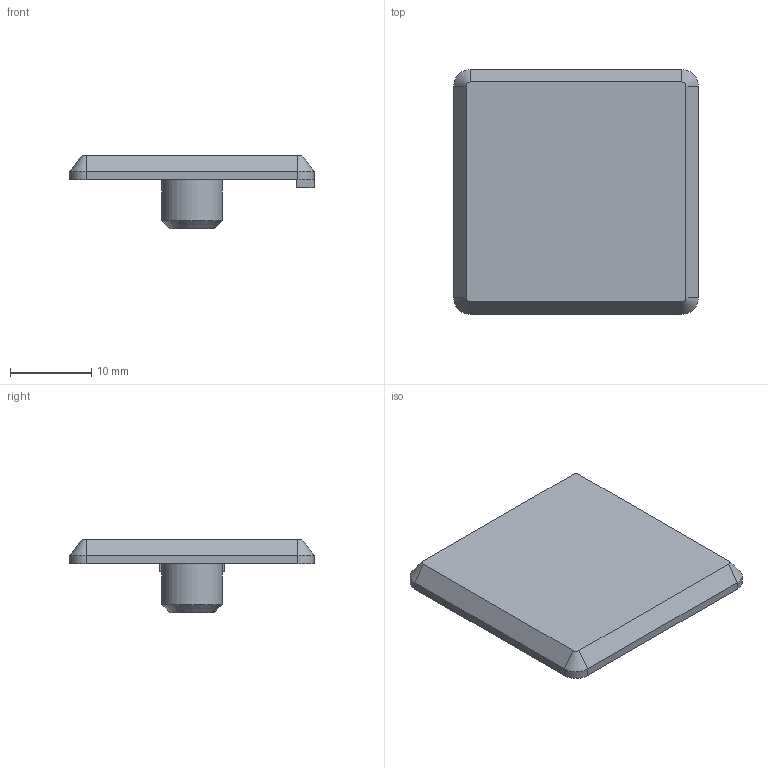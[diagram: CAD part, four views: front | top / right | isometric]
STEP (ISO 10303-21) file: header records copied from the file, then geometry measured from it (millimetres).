
FILE_DESCRIPTION(/* description */ (''),/* implementation_level */ '2;1');
FILE_NAME(/* name */ 'Abdeckkappe_20x20 v4.step',/* time_stamp */ '2025-12-17T20:58:46+01:00',/* author */ (''),/* organization */ (''),/* preprocessor_version */ 'ST-DEVELOPER v20.1',/* originating_system */ 'Autodesk Translation Framework v14.21.0.0',/* authorisation */ '');
FILE_SCHEMA (('AUTOMOTIVE_DESIGN { 1 0 10303 214 3 1 1 }'));
Length unit declared in the file: millimetre
Products named in the file (1): Abdeckkappe_20x20
Bounding box: 30 x 30 x 9 mm (x, y, z)
Volume: 2787.8 mm3; surface area: 2167.2 mm2
Topology: 1 solids, 1 shells, 25 faces, 57 edges, 35 vertices
Faces by surface type: plane 15, cone 5, cylinder 5
Full cylindrical faces by diameter (mm): 7.45 x1
Entity records: 727 total; most frequent: DIRECTION 124, CARTESIAN_POINT 118, ORIENTED_EDGE 114, EDGE_CURVE 57, LINE 42, VECTOR 42, AXIS2_PLACEMENT_3D 41, VERTEX_POINT 35
